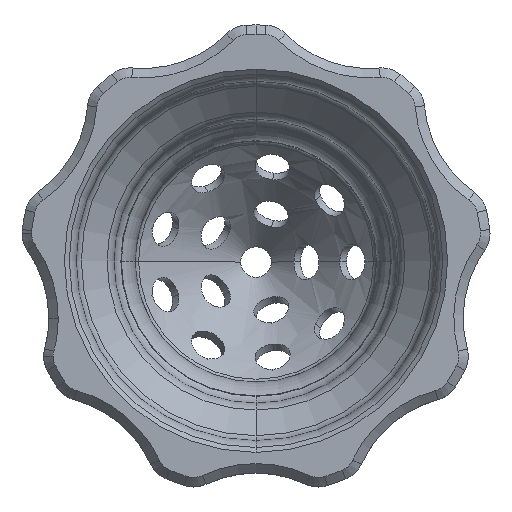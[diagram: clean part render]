
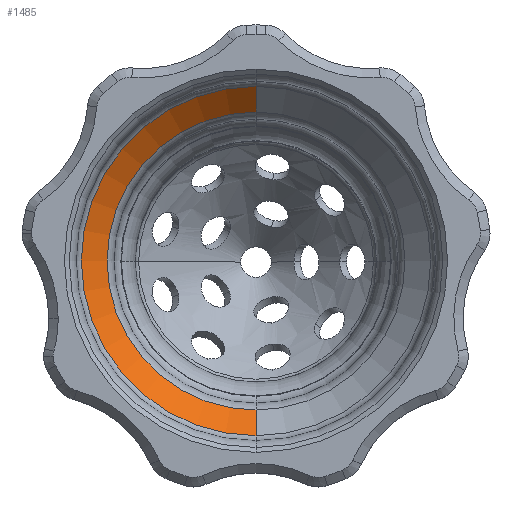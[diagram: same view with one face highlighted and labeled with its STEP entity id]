
A CAD part, top view. The second image highlights one B-rep face of the part: STEP entity #1485.
In plain terms, the highlighted conical face has half-angle 45 degrees and reference radius 30.5 mm.
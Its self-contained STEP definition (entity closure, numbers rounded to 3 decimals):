
#119 = AXIS2_PLACEMENT_3D ( 'NONE', #14794, #7019, #13525 ) ;
#1485 = ADVANCED_FACE ( 'NONE', ( #6415 ), #13004, .F. ) ;
#2318 = CIRCLE ( 'NONE', #119, 25.272 ) ;
#2343 = VECTOR ( 'NONE', #11911, 1000. ) ;
#2916 = CIRCLE ( 'NONE', #14380, 29.621 ) ;
#3070 = ORIENTED_EDGE ( 'NONE', *, *, #3509, .F. ) ;
#3509 = EDGE_CURVE ( 'NONE', #12965, #13142, #12253, .T. ) ;
#4030 = LINE ( 'NONE', #7333, #13304 ) ;
#4040 = DIRECTION ( 'NONE',  ( 0., -1., 0. ) ) ;
#4352 = CARTESIAN_POINT ( 'NONE',  ( 0., 0., 11.521 ) ) ;
#4400 = DIRECTION ( 'NONE',  ( 0., 0., 1. ) ) ;
#5111 = ORIENTED_EDGE ( 'NONE', *, *, #5751, .T. ) ;
#5751 = EDGE_CURVE ( 'NONE', #14679, #13142, #2916, .T. ) ;
#6415 = FACE_OUTER_BOUND ( 'NONE', #14071, .T. ) ;
#6574 = CARTESIAN_POINT ( 'NONE',  ( 0., -25.272, 7.172 ) ) ;
#7019 = DIRECTION ( 'NONE',  ( 0., 0., -1. ) ) ;
#7333 = CARTESIAN_POINT ( 'NONE',  ( 0., 30.5, 12.4 ) ) ;
#8115 = CARTESIAN_POINT ( 'NONE',  ( 0., -29.621, 11.521 ) ) ;
#8669 = DIRECTION ( 'NONE',  ( 0., 0.707, 0.707 ) ) ;
#9816 = AXIS2_PLACEMENT_3D ( 'NONE', #13098, #14401, #4040 ) ;
#10294 = ORIENTED_EDGE ( 'NONE', *, *, #11916, .T. ) ;
#11911 = DIRECTION ( 'NONE',  ( 0., -0.707, 0.707 ) ) ;
#11916 = EDGE_CURVE ( 'NONE', #14029, #14679, #4030, .T. ) ;
#12253 = LINE ( 'NONE', #15803, #2343 ) ;
#12860 = CARTESIAN_POINT ( 'NONE',  ( 0., 29.621, 11.521 ) ) ;
#12965 = VERTEX_POINT ( 'NONE', #6574 ) ;
#13004 = CONICAL_SURFACE ( 'NONE', #9816, 30.5, 0.785 ) ;
#13098 = CARTESIAN_POINT ( 'NONE',  ( 0., 0., 12.4 ) ) ;
#13142 = VERTEX_POINT ( 'NONE', #8115 ) ;
#13304 = VECTOR ( 'NONE', #8669, 1000. ) ;
#13525 = DIRECTION ( 'NONE',  ( 0., 1., 0. ) ) ;
#13841 = ORIENTED_EDGE ( 'NONE', *, *, #14939, .T. ) ;
#14029 = VERTEX_POINT ( 'NONE', #16067 ) ;
#14071 = EDGE_LOOP ( 'NONE', ( #13841, #10294, #5111, #3070 ) ) ;
#14380 = AXIS2_PLACEMENT_3D ( 'NONE', #4352, #4400, #14832 ) ;
#14401 = DIRECTION ( 'NONE',  ( 0., 0., 1. ) ) ;
#14679 = VERTEX_POINT ( 'NONE', #12860 ) ;
#14794 = CARTESIAN_POINT ( 'NONE',  ( 0., 0., 7.172 ) ) ;
#14832 = DIRECTION ( 'NONE',  ( 0., -1., 0. ) ) ;
#14939 = EDGE_CURVE ( 'NONE', #12965, #14029, #2318, .T. ) ;
#15803 = CARTESIAN_POINT ( 'NONE',  ( 0., -30.5, 12.4 ) ) ;
#16067 = CARTESIAN_POINT ( 'NONE',  ( 0., 25.272, 7.172 ) ) ;
